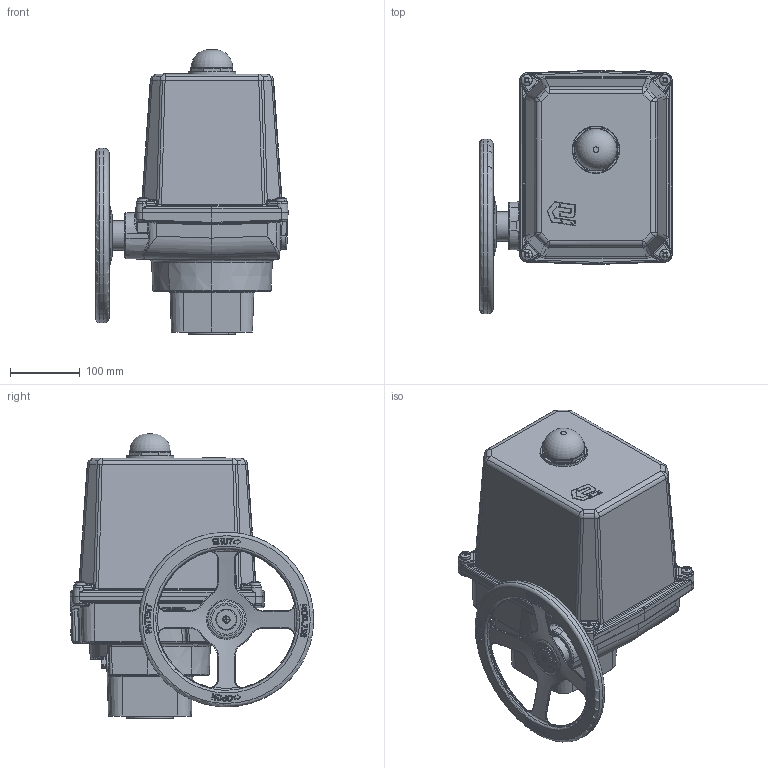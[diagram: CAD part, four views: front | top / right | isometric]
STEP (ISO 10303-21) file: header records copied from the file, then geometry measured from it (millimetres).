
FILE_DESCRIPTION(('HOOPS Exchange Step'),'2;1');
FILE_NAME('AN0300_1003_F10.stp','2025-04-25T13:37:15+02:00',('nieru'),('Unknown organisation'),'HOOPS Exchange 2024.2','HOOPS Exchange','Unknown authorisation');
FILE_SCHEMA( ('AP203_CONFIGURATION_CONTROLLED_3D_DESIGN_OF_MECHANICAL_PARTS_AND_ASSEMBLIES_MIM_LF') );
Length unit declared in the file: millimetre
Products named in the file (5): 0; root
Assembly tree (4 placements, depth 3):
  root
    0
      0
      0
      0
Bounding box: 275.1 x 348.28 x 407.7 mm (x, y, z)
Volume: 13916915.7 mm3; surface area: 721710.5 mm2
Topology: 22 solids, 23 shells, 3183 faces, 7884 edges, 4721 vertices
Faces by surface type: cylinder 1195, bspline 631, torus 579, plane 544, cone 155, sphere 79
Full cylindrical faces by diameter (mm): 3.1 x1, 3.219 x1, 6 x1, 8.376 x4, 10.5 x1, 15.875 x1, 16 x1, 20 x3, 24 x2, 30 x1, 42 x4, 55 x2, 58.632 x1, 59.415 x1, 60.2 x1, 74.53 x1, 230 x1, 246 x1, 250 x1
Entity records: 213041 total; most frequent: CARTESIAN_POINT 143289, ORIENTED_EDGE 15570, DIRECTION 12964, EDGE_CURVE 7785, AXIS2_PLACEMENT_3D 5297, VERTEX_POINT 4721, EDGE_LOOP 3288, FACE_BOUND 3288
